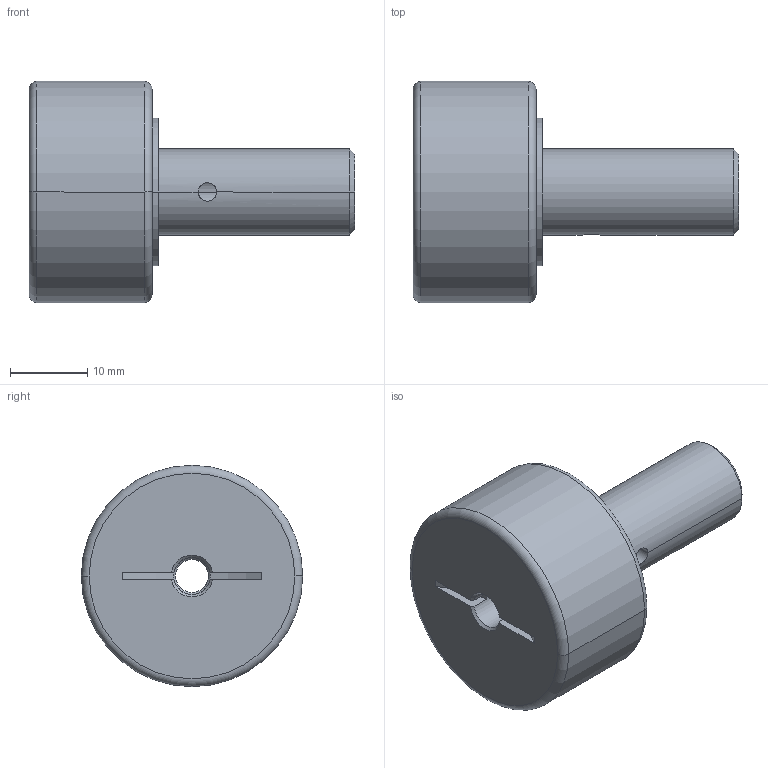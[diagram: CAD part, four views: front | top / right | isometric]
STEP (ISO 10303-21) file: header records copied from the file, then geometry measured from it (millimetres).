
FILE_DESCRIPTION(('starvars output'),'2;1');
FILE_NAME('TIN20177.stp','13:52:49 2014/10/16',( 'Thomas Industrial Network Germany GmbH'),( 'Thomas Industrial Network Germany GmbH'),'unknown preprocess','ACIS' ,'unknown authorization');
FILE_SCHEMA(('AUTOMOTIVE_DESIGN_CC2 {UNKNOWN IMPLEMENTATION LEVEL}'));
Length unit declared in the file: millimetre
Products named in the file (1): PRODUCT_ID_1
Bounding box: 42.07 x 28.57 x 28.57 mm (x, y, z)
Volume: 12098.4 mm3; surface area: 4187.8 mm2
Topology: 1 solids, 1 shells, 39 faces, 94 edges, 57 vertices
Faces by surface type: cylinder 18, plane 9, cone 8, torus 4
Entity records: 1446 total; most frequent: CARTESIAN_POINT 279, ORIENTED_EDGE 188, DIRECTION 127, EDGE_CURVE 94, VERTEX_POINT 57, AXIS2_PLACEMENT_3D 47, EDGE_LOOP 43, FACE_BOUND 43
